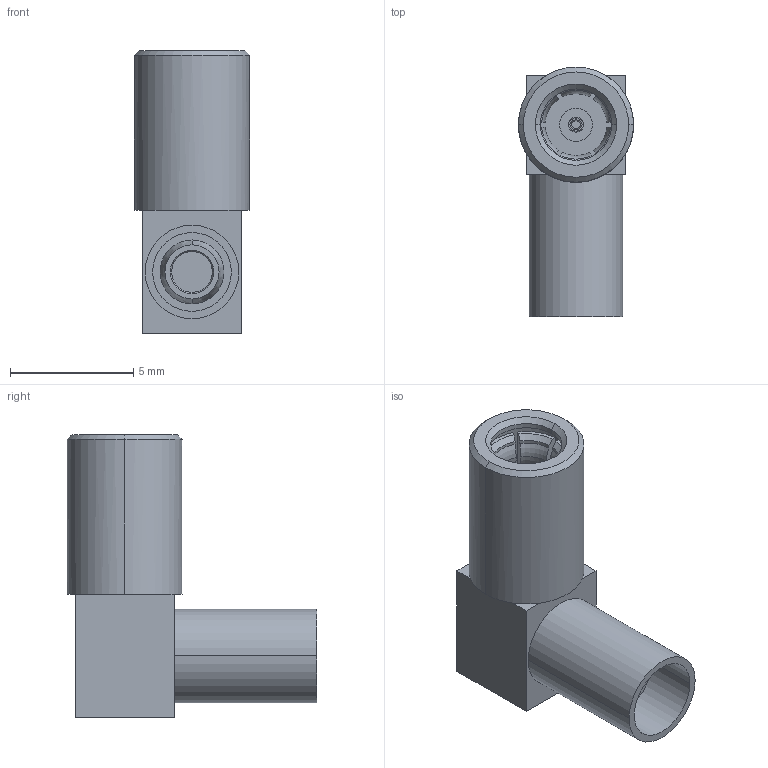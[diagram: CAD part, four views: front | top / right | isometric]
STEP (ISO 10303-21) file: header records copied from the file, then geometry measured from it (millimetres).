
FILE_DESCRIPTION (( 'STEP AP214' ), '1' );
FILE_NAME ('J01191A0061.STEP', '2018-11-21T09:52:38', ( '' ), ( '' ), 'SwSTEP 2.0', 'SolidWorks 2017', '' );
FILE_SCHEMA (( 'AUTOMOTIVE_DESIGN' ));
Length unit declared in the file: millimetre
Products named in the file (1): J01191A0061
Bounding box: 4.68 x 10.14 x 11.5 mm (x, y, z)
Volume: 206.2 mm3; surface area: 435.8 mm2
Topology: 1 solids, 1 shells, 124 faces, 303 edges, 196 vertices
Faces by surface type: cylinder 47, plane 47, cone 18, torus 12
Entity records: 5144 total; most frequent: CARTESIAN_POINT 884, DIRECTION 613, ORIENTED_EDGE 606, EDGE_CURVE 303, AXIS2_PLACEMENT_3D 243, VERTEX_POINT 196, EDGE_LOOP 139, LINE 127
